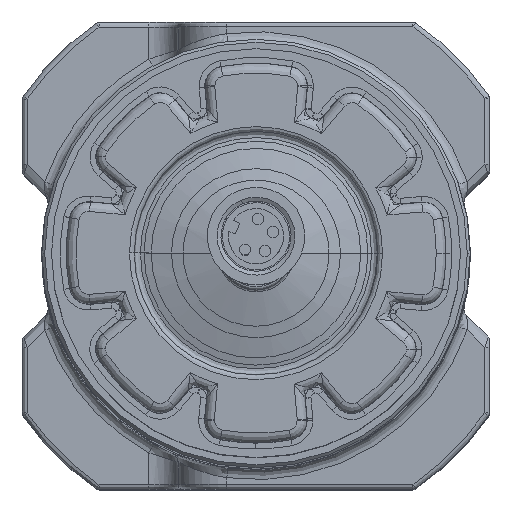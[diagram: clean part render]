
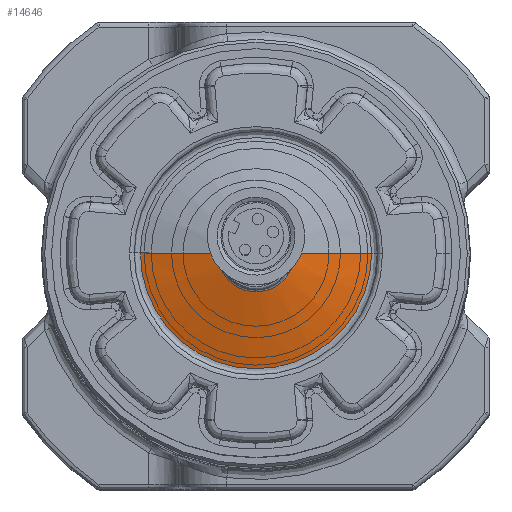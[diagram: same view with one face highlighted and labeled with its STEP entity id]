
A CAD part, top view. The second image highlights one B-rep face of the part: STEP entity #14646.
In plain terms, the highlighted conical face has half-angle 75 degrees and reference radius 3.75 mm.
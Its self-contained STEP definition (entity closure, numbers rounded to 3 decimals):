
#1563 = AXIS2_PLACEMENT_3D ( 'NONE', #3456, #12798, #18623 ) ;
#3114 = VERTEX_POINT ( 'NONE', #10750 ) ;
#3367 = LINE ( 'NONE', #21984, #5225 ) ;
#3456 = CARTESIAN_POINT ( 'NONE',  ( 0., 0., 13.2 ) ) ;
#3582 = CARTESIAN_POINT ( 'NONE',  ( 0., 0., 13.259 ) ) ;
#4946 = DIRECTION ( 'NONE',  ( 0., 0., -1. ) ) ;
#4967 = DIRECTION ( 'NONE',  ( -0.966, 0., -0.259 ) ) ;
#5168 = CARTESIAN_POINT ( 'NONE',  ( 3.972, 0., 13.2 ) ) ;
#5225 = VECTOR ( 'NONE', #7212, 1000. ) ;
#5428 = CARTESIAN_POINT ( 'NONE',  ( -3.972, 0., 13.2 ) ) ;
#6871 = ORIENTED_EDGE ( 'NONE', *, *, #9985, .T. ) ;
#7212 = DIRECTION ( 'NONE',  ( 0.966, 0., -0.259 ) ) ;
#8733 = LINE ( 'NONE', #23847, #20433 ) ;
#9830 = CARTESIAN_POINT ( 'NONE',  ( 0., 0., 11.083 ) ) ;
#9932 = ORIENTED_EDGE ( 'NONE', *, *, #14135, .T. ) ;
#9985 = EDGE_CURVE ( 'NONE', #15222, #14458, #20586, .T. ) ;
#10689 = FACE_OUTER_BOUND ( 'NONE', #15833, .T. ) ;
#10750 = CARTESIAN_POINT ( 'NONE',  ( -11.871, 0., 11.083 ) ) ;
#11183 = DIRECTION ( 'NONE',  ( 0., 0., 1. ) ) ;
#11238 = ORIENTED_EDGE ( 'NONE', *, *, #13315, .T. ) ;
#12798 = DIRECTION ( 'NONE',  ( 0., 0., -1. ) ) ;
#13315 = EDGE_CURVE ( 'NONE', #14458, #21076, #3367, .T. ) ;
#13655 = AXIS2_PLACEMENT_3D ( 'NONE', #3582, #4946, #23958 ) ;
#14135 = EDGE_CURVE ( 'NONE', #21076, #3114, #19175, .T. ) ;
#14458 = VERTEX_POINT ( 'NONE', #5168 ) ;
#14646 = ADVANCED_FACE ( 'NONE', ( #10689 ), #22353, .T. ) ;
#15222 = VERTEX_POINT ( 'NONE', #5428 ) ;
#15833 = EDGE_LOOP ( 'NONE', ( #6871, #11238, #9932, #17528 ) ) ;
#17011 = DIRECTION ( 'NONE',  ( -1., 0., 0. ) ) ;
#17528 = ORIENTED_EDGE ( 'NONE', *, *, #23608, .F. ) ;
#18561 = CARTESIAN_POINT ( 'NONE',  ( 11.871, 0., 11.083 ) ) ;
#18623 = DIRECTION ( 'NONE',  ( -1., 0., 0. ) ) ;
#19175 = CIRCLE ( 'NONE', #21144, 11.871 ) ;
#20433 = VECTOR ( 'NONE', #4967, 1000. ) ;
#20586 = CIRCLE ( 'NONE', #1563, 3.972 ) ;
#21076 = VERTEX_POINT ( 'NONE', #18561 ) ;
#21144 = AXIS2_PLACEMENT_3D ( 'NONE', #9830, #11183, #17011 ) ;
#21984 = CARTESIAN_POINT ( 'NONE',  ( 3.75, 0., 13.259 ) ) ;
#22353 = CONICAL_SURFACE ( 'NONE', #13655, 3.75, 1.309 ) ;
#23608 = EDGE_CURVE ( 'NONE', #15222, #3114, #8733, .T. ) ;
#23847 = CARTESIAN_POINT ( 'NONE',  ( -3.75, 0., 13.259 ) ) ;
#23958 = DIRECTION ( 'NONE',  ( -1., 0., 0. ) ) ;
